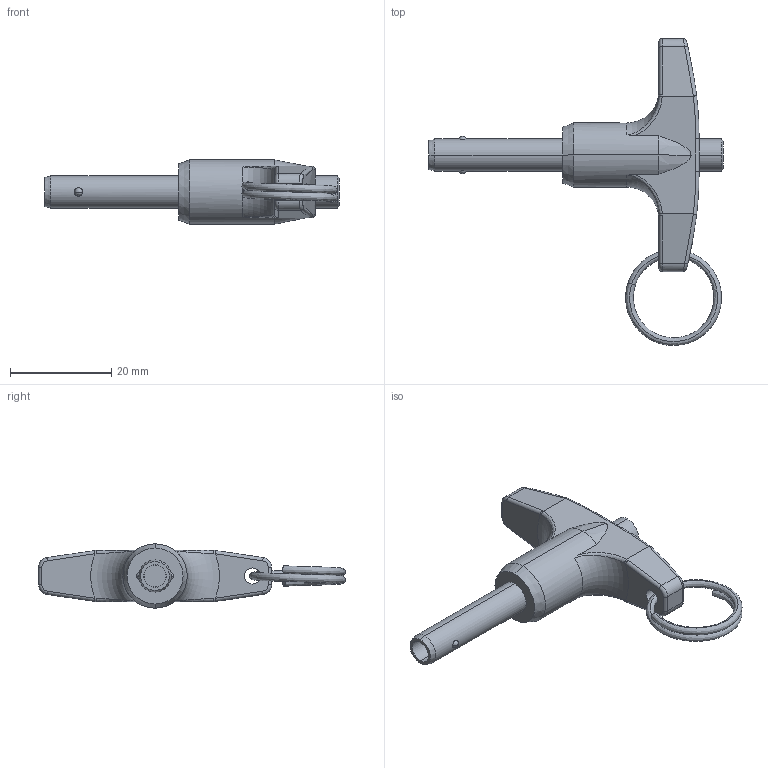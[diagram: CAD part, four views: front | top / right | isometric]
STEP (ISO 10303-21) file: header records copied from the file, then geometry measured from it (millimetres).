
FILE_DESCRIPTION (( 'STEP AP203' ), '1' );
FILE_NAME ('90293A135_T-Handle Locking Quick-Release Pin with Ring.STEP', '2021-07-08T18:52:33', ( 'Administrator' ), ( 'Managed by Terraform' ), 'SwSTEP 2.0', 'SolidWorks 2017', '' );
FILE_SCHEMA (( 'CONFIG_CONTROL_DESIGN' ));
Length unit declared in the file: inch
Products named in the file (1): 90293A135_T-Handle Locking Quick-Release Pin with Ring
Bounding box: 58.17 x 60.64 x 12.7 mm (x, y, z)
Volume: 6654.1 mm3; surface area: 5014.1 mm2
Topology: 5 solids, 5 shells, 101 faces, 258 edges, 163 vertices
Faces by surface type: cylinder 30, plane 20, bspline 20, sphere 12, torus 10, cone 9
Entity records: 4282 total; most frequent: CARTESIAN_POINT 2046, ORIENTED_EDGE 472, DIRECTION 417, EDGE_CURVE 236, AXIS2_PLACEMENT_3D 178, VERTEX_POINT 149, EDGE_LOOP 113, ADVANCED_FACE 101
